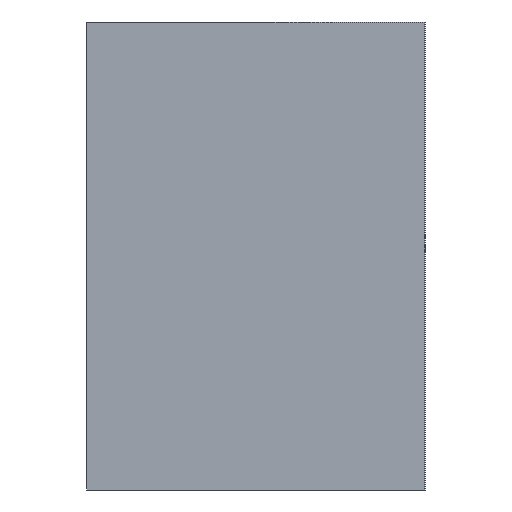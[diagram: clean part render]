
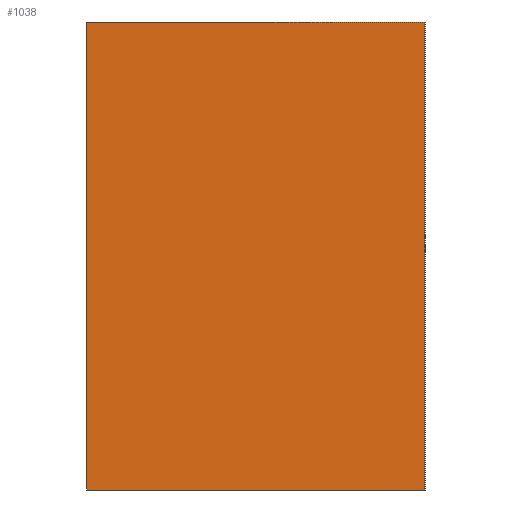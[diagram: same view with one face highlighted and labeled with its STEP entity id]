
A CAD part, left-side view. The second image highlights one B-rep face of the part: STEP entity #1038.
In plain terms, the highlighted planar face has unit normal (-1, 0, 0).
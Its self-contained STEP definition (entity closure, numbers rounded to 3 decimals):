
#118 = CARTESIAN_POINT ( 'NONE',  ( -0.01, 0., 0. ) ) ;
#132 = DIRECTION ( 'NONE',  ( -1., 0., 0. ) ) ;
#159 = PLANE ( 'NONE',  #2166 ) ;
#226 = CARTESIAN_POINT ( 'NONE',  ( -0.01, -0.01, -3.59 ) ) ;
#259 = ORIENTED_EDGE ( 'NONE', *, *, #2199, .T. ) ;
#296 = DIRECTION ( 'NONE',  ( 0., 0., 1. ) ) ;
#465 = EDGE_CURVE ( 'NONE', #796, #551, #1135, .T. ) ;
#494 = EDGE_LOOP ( 'NONE', ( #624, #2292, #259, #745 ) ) ;
#551 = VERTEX_POINT ( 'NONE', #226 ) ;
#610 = CARTESIAN_POINT ( 'NONE',  ( -0.01, -0.01, -3.59 ) ) ;
#624 = ORIENTED_EDGE ( 'NONE', *, *, #465, .T. ) ;
#682 = VERTEX_POINT ( 'NONE', #696 ) ;
#696 = CARTESIAN_POINT ( 'NONE',  ( -0.01, -0.01, 0.01 ) ) ;
#737 = CARTESIAN_POINT ( 'NONE',  ( -0.01, 2.59, 0.01 ) ) ;
#745 = ORIENTED_EDGE ( 'NONE', *, *, #1586, .T. ) ;
#796 = VERTEX_POINT ( 'NONE', #2076 ) ;
#1038 = ADVANCED_FACE ( 'NONE', ( #1948 ), #159, .T. ) ;
#1135 = LINE ( 'NONE', #2094, #2101 ) ;
#1332 = CARTESIAN_POINT ( 'NONE',  ( -0.01, 2.59, 0.01 ) ) ;
#1512 = DIRECTION ( 'NONE',  ( 0., 1., 0. ) ) ;
#1532 = LINE ( 'NONE', #1555, #2484 ) ;
#1555 = CARTESIAN_POINT ( 'NONE',  ( -0.01, 2.59, -3.59 ) ) ;
#1586 = EDGE_CURVE ( 'NONE', #2170, #796, #1532, .T. ) ;
#1707 = DIRECTION ( 'NONE',  ( 0., 0., -1. ) ) ;
#1768 = VECTOR ( 'NONE', #1973, 1000. ) ;
#1948 = FACE_OUTER_BOUND ( 'NONE', #494, .T. ) ;
#1973 = DIRECTION ( 'NONE',  ( 0., 0., 1. ) ) ;
#2004 = VECTOR ( 'NONE', #1512, 1000. ) ;
#2076 = CARTESIAN_POINT ( 'NONE',  ( -0.01, 2.59, -3.59 ) ) ;
#2094 = CARTESIAN_POINT ( 'NONE',  ( -0.01, 2.59, -3.59 ) ) ;
#2101 = VECTOR ( 'NONE', #2274, 1000. ) ;
#2166 = AXIS2_PLACEMENT_3D ( 'NONE', #118, #132, #296 ) ;
#2170 = VERTEX_POINT ( 'NONE', #1332 ) ;
#2199 = EDGE_CURVE ( 'NONE', #682, #2170, #2472, .T. ) ;
#2262 = EDGE_CURVE ( 'NONE', #551, #682, #2341, .T. ) ;
#2274 = DIRECTION ( 'NONE',  ( 0., -1., 0. ) ) ;
#2292 = ORIENTED_EDGE ( 'NONE', *, *, #2262, .T. ) ;
#2341 = LINE ( 'NONE', #610, #1768 ) ;
#2472 = LINE ( 'NONE', #737, #2004 ) ;
#2484 = VECTOR ( 'NONE', #1707, 1000. ) ;
